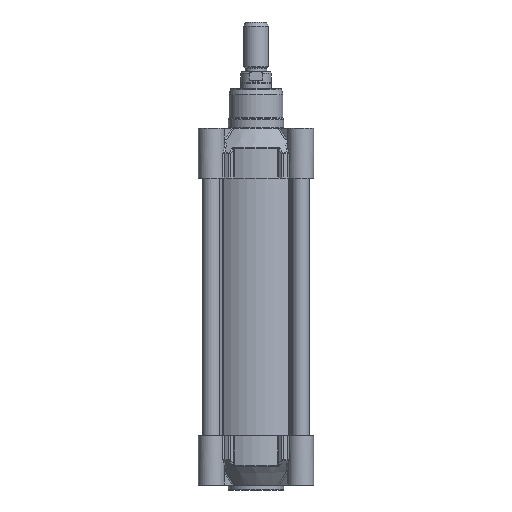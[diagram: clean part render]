
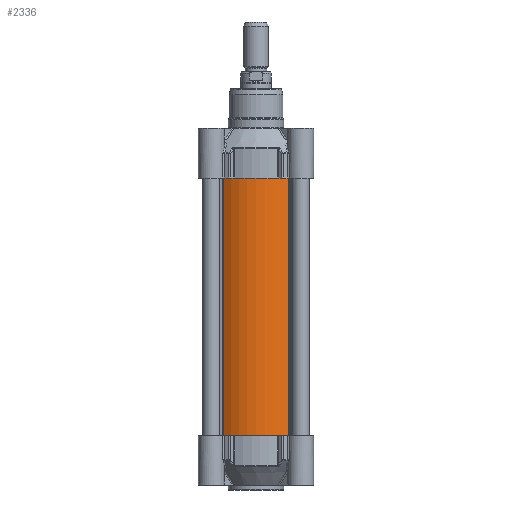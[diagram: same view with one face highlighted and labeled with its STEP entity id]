
A CAD part, left-side view. The second image highlights one B-rep face of the part: STEP entity #2336.
In plain terms, the highlighted cylindrical face has radius 42.75 mm (diameter 85.5 mm), a partial arc.
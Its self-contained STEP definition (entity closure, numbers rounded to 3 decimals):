
#746=CARTESIAN_POINT('',(-26.173,-104.0,-33.801));
#747=VERTEX_POINT('',#746);
#755=CARTESIAN_POINT('',(26.173,-104.0,-33.801));
#756=VERTEX_POINT('',#755);
#757=CARTESIAN_POINT('',(0.0,-104.0,0.0));
#758=DIRECTION('',(0.0,1.0,0.0));
#759=DIRECTION('',(-0.612,0.0,0.791));
#760=AXIS2_PLACEMENT_3D('',#757,#758,#759);
#761=CIRCLE('',#760,42.75);
#762=EDGE_CURVE('',#756,#747,#761,.T.);
#2292=CARTESIAN_POINT('',(-26.173,104.0,-33.801));
#2293=VERTEX_POINT('',#2292);
#2301=CARTESIAN_POINT('',(-26.173,104.0,-33.801));
#2302=DIRECTION('',(0.0,-1.0,0.0));
#2303=VECTOR('',#2302,208.0);
#2304=LINE('',#2301,#2303);
#2305=EDGE_CURVE('',#2293,#747,#2304,.T.);
#2312=CARTESIAN_POINT('',(0.0,0.0,0.0));
#2313=DIRECTION('',(0.0,1.0,0.0));
#2314=DIRECTION('',(-0.612,0.0,0.791));
#2315=AXIS2_PLACEMENT_3D('',#2312,#2313,#2314);
#2316=CYLINDRICAL_SURFACE('',#2315,42.75);
#2317=CARTESIAN_POINT('',(26.173,104.0,-33.801));
#2318=VERTEX_POINT('',#2317);
#2319=CARTESIAN_POINT('',(0.0,104.0,0.0));
#2320=DIRECTION('',(0.0,-1.0,0.0));
#2321=DIRECTION('',(-0.612,0.0,0.791));
#2322=AXIS2_PLACEMENT_3D('',#2319,#2320,#2321);
#2323=CIRCLE('',#2322,42.75);
#2324=EDGE_CURVE('',#2293,#2318,#2323,.T.);
#2325=ORIENTED_EDGE('',*,*,#2324,.T.);
#2326=CARTESIAN_POINT('',(26.173,104.0,-33.801));
#2327=DIRECTION('',(0.0,-1.0,0.0));
#2328=VECTOR('',#2327,208.0);
#2329=LINE('',#2326,#2328);
#2330=EDGE_CURVE('',#2318,#756,#2329,.T.);
#2331=ORIENTED_EDGE('',*,*,#2330,.T.);
#2332=ORIENTED_EDGE('',*,*,#762,.T.);
#2333=ORIENTED_EDGE('',*,*,#2305,.F.);
#2334=EDGE_LOOP('',(#2325,#2331,#2332,#2333));
#2335=FACE_OUTER_BOUND('',#2334,.T.);
#2336=ADVANCED_FACE('',(#2335),#2316,.T.);
